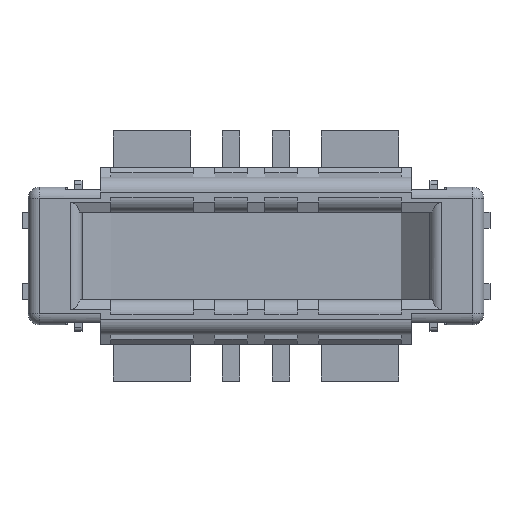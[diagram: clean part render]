
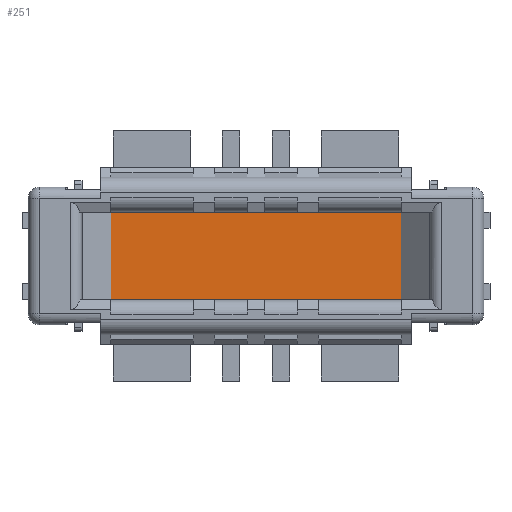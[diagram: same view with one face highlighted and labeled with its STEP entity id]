
A CAD part, top view. The second image highlights one B-rep face of the part: STEP entity #251.
In plain terms, the highlighted planar face has unit normal (0, 0, 1).
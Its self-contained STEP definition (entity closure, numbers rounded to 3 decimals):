
#251=ADVANCED_FACE('',(#794),#536,.T.);
#536=PLANE('',#5865);
#794=FACE_OUTER_BOUND('',#1090,.T.);
#1090=EDGE_LOOP('',(#1954,#1955,#1956,#1957));
#1954=ORIENTED_EDGE('',*,*,#3642,.T.);
#1955=ORIENTED_EDGE('',*,*,#4002,.T.);
#1956=ORIENTED_EDGE('',*,*,#3651,.F.);
#1957=ORIENTED_EDGE('',*,*,#4003,.F.);
#3104=VERTEX_POINT('',#7969);
#3105=VERTEX_POINT('',#7971);
#3113=VERTEX_POINT('',#7988);
#3114=VERTEX_POINT('',#7990);
#3642=EDGE_CURVE('',#3105,#3104,#4447,.T.);
#3651=EDGE_CURVE('',#3113,#3114,#4454,.T.);
#4002=EDGE_CURVE('',#3104,#3114,#4777,.T.);
#4003=EDGE_CURVE('',#3105,#3113,#4778,.T.);
#4447=LINE('',#7970,#5173);
#4454=LINE('',#7989,#5180);
#4777=LINE('',#8663,#5503);
#4778=LINE('',#8664,#5504);
#5173=VECTOR('',#6359,1.);
#5180=VECTOR('',#6372,1.);
#5503=VECTOR('',#6843,1.);
#5504=VECTOR('',#6844,1.);
#5865=AXIS2_PLACEMENT_3D('',#8665,#6845,#6846);
#6359=DIRECTION('',(-1.,0.,0.));
#6372=DIRECTION('',(-1.,0.,0.));
#6843=DIRECTION('',(0.,-1.,0.));
#6844=DIRECTION('',(0.,-1.,0.));
#6845=DIRECTION('',(0.,0.,1.));
#6846=DIRECTION('',(1.,0.,0.));
#7969=CARTESIAN_POINT('',(-1.16,0.35,0.11));
#7970=CARTESIAN_POINT('',(-1.16,0.35,0.11));
#7971=CARTESIAN_POINT('',(1.16,0.35,0.11));
#7988=CARTESIAN_POINT('',(1.16,-0.35,0.11));
#7989=CARTESIAN_POINT('',(-1.16,-0.35,0.11));
#7990=CARTESIAN_POINT('',(-1.16,-0.35,0.11));
#8663=CARTESIAN_POINT('',(-1.16,-0.35,0.11));
#8664=CARTESIAN_POINT('',(1.16,-0.35,0.11));
#8665=CARTESIAN_POINT('',(-1.16,-0.35,0.11));
